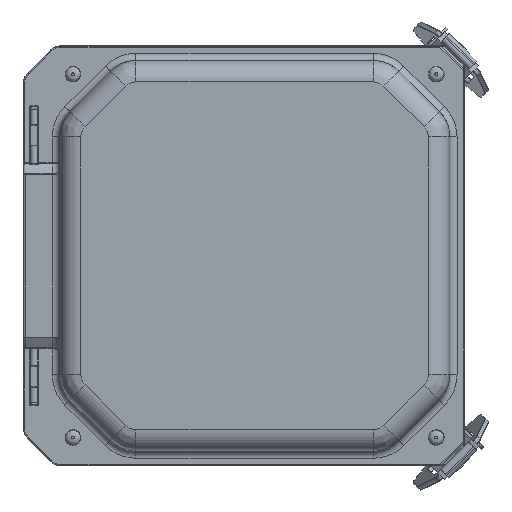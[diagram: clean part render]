
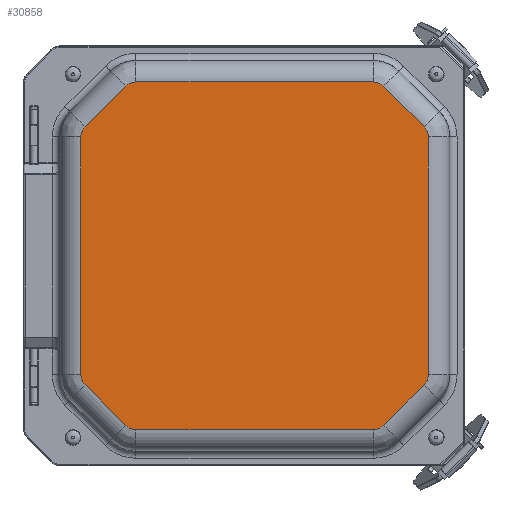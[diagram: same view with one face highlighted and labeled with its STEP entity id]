
A CAD part, top view. The second image highlights one B-rep face of the part: STEP entity #30858.
In plain terms, the highlighted planar face has unit normal (0, 0, 1).
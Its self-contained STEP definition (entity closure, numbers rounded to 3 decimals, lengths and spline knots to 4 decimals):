
#4055=LINE($,#69582,#6044);
#4058=LINE($,#69589,#6047);
#4059=LINE($,#69618,#6048);
#4060=LINE($,#69622,#6049);
#4061=LINE($,#69652,#6050);
#4063=LINE($,#69658,#6052);
#4064=LINE($,#69687,#6053);
#4065=LINE($,#69691,#6054);
#6044=VECTOR($,#43044,4.1941);
#6047=VECTOR($,#43051,1.0132);
#6048=VECTOR($,#43066,1.0132);
#6049=VECTOR($,#43071,4.1961);
#6050=VECTOR($,#43086,4.1961);
#6052=VECTOR($,#43092,1.0132);
#6053=VECTOR($,#43107,1.0132);
#6054=VECTOR($,#43112,4.1941);
#6812=PLANE($,#34410);
#8761=FACE_OUTER_BOUND($,#10822,.T.);
#10822=EDGE_LOOP($,(#27648,#27649,#27650,#27651,#27652,#27653,#27654,#27655,
#27656,#27657,#27658,#27659,#27660,#27661,#27662,#27663));
#12434=CIRCLE($,#34373,0.2539);
#12440=CIRCLE($,#34381,0.2539);
#12443=CIRCLE($,#34384,0.2539);
#12447=CIRCLE($,#34390,0.2539);
#12450=CIRCLE($,#34393,0.2539);
#12454=CIRCLE($,#34399,0.2539);
#12457=CIRCLE($,#34402,0.2539);
#12460=CIRCLE($,#34407,0.2539);
#14951=VERTEX_POINT($,#69572);
#14952=VERTEX_POINT($,#69574);
#14954=VERTEX_POINT($,#69580);
#14955=VERTEX_POINT($,#69585);
#14957=VERTEX_POINT($,#69599);
#14958=VERTEX_POINT($,#69611);
#14959=VERTEX_POINT($,#69616);
#14960=VERTEX_POINT($,#69620);
#14961=VERTEX_POINT($,#69632);
#14962=VERTEX_POINT($,#69644);
#14964=VERTEX_POINT($,#69650);
#14965=VERTEX_POINT($,#69654);
#14967=VERTEX_POINT($,#69668);
#14968=VERTEX_POINT($,#69680);
#14969=VERTEX_POINT($,#69685);
#14970=VERTEX_POINT($,#69689);
#19237=EDGE_CURVE($,#14951,#14952,#12434,.T.);
#19241=EDGE_CURVE($,#14954,#14951,#4055,.T.);
#19245=EDGE_CURVE($,#14952,#14955,#4058,.T.);
#19247=EDGE_CURVE($,#14957,#14954,#12440,.T.);
#19250=EDGE_CURVE($,#14955,#14958,#12443,.T.);
#19252=EDGE_CURVE($,#14959,#14957,#4059,.T.);
#19254=EDGE_CURVE($,#14958,#14960,#4060,.T.);
#19256=EDGE_CURVE($,#14961,#14959,#12447,.T.);
#19259=EDGE_CURVE($,#14960,#14962,#12450,.T.);
#19261=EDGE_CURVE($,#14964,#14961,#4061,.T.);
#19264=EDGE_CURVE($,#14962,#14965,#4063,.T.);
#19266=EDGE_CURVE($,#14967,#14964,#12454,.T.);
#19269=EDGE_CURVE($,#14965,#14968,#12457,.T.);
#19271=EDGE_CURVE($,#14969,#14967,#4064,.T.);
#19273=EDGE_CURVE($,#14968,#14970,#4065,.T.);
#19274=EDGE_CURVE($,#14970,#14969,#12460,.T.);
#27648=ORIENTED_EDGE($,*,*,#19237,.F.);
#27649=ORIENTED_EDGE($,*,*,#19241,.F.);
#27650=ORIENTED_EDGE($,*,*,#19247,.F.);
#27651=ORIENTED_EDGE($,*,*,#19252,.F.);
#27652=ORIENTED_EDGE($,*,*,#19256,.F.);
#27653=ORIENTED_EDGE($,*,*,#19261,.F.);
#27654=ORIENTED_EDGE($,*,*,#19266,.F.);
#27655=ORIENTED_EDGE($,*,*,#19271,.F.);
#27656=ORIENTED_EDGE($,*,*,#19274,.F.);
#27657=ORIENTED_EDGE($,*,*,#19273,.F.);
#27658=ORIENTED_EDGE($,*,*,#19269,.F.);
#27659=ORIENTED_EDGE($,*,*,#19264,.F.);
#27660=ORIENTED_EDGE($,*,*,#19259,.F.);
#27661=ORIENTED_EDGE($,*,*,#19254,.F.);
#27662=ORIENTED_EDGE($,*,*,#19250,.F.);
#27663=ORIENTED_EDGE($,*,*,#19245,.F.);
#30858=ADVANCED_FACE($,(#8761),#6812,.T.);
#34373=AXIS2_PLACEMENT_3D($,#69575,#43034,#43035);
#34381=AXIS2_PLACEMENT_3D($,#69601,#43054,#43055);
#34384=AXIS2_PLACEMENT_3D($,#69614,#43060,#43061);
#34390=AXIS2_PLACEMENT_3D($,#69634,#43074,#43075);
#34393=AXIS2_PLACEMENT_3D($,#69648,#43080,#43081);
#34399=AXIS2_PLACEMENT_3D($,#69670,#43095,#43096);
#34402=AXIS2_PLACEMENT_3D($,#69683,#43101,#43102);
#34407=AXIS2_PLACEMENT_3D($,#69701,#43113,#43114);
#34410=AXIS2_PLACEMENT_3D($,#69706,#43121,#43122);
#43034=DIRECTION('center_axis',(0.,0.,-1.));
#43035=DIRECTION('ref_axis',(-0.383,-0.924,0.));
#43044=DIRECTION($,(-1.,0.,0.));
#43051=DIRECTION($,(-0.707,0.707,0.));
#43054=DIRECTION('center_axis',(0.,0.,-1.));
#43055=DIRECTION('ref_axis',(0.383,-0.924,0.));
#43060=DIRECTION('center_axis',(0.,0.,-1.));
#43061=DIRECTION('ref_axis',(-0.924,-0.383,0.));
#43066=DIRECTION($,(-0.707,-0.707,0.));
#43071=DIRECTION($,(0.,1.,0.));
#43074=DIRECTION('center_axis',(0.,0.,-1.));
#43075=DIRECTION('ref_axis',(0.924,-0.383,0.));
#43080=DIRECTION('center_axis',(0.,0.,-1.));
#43081=DIRECTION('ref_axis',(-0.924,0.383,0.));
#43086=DIRECTION($,(0.,-1.,0.));
#43092=DIRECTION($,(0.707,0.707,0.));
#43095=DIRECTION('center_axis',(0.,0.,-1.));
#43096=DIRECTION('ref_axis',(0.924,0.383,0.));
#43101=DIRECTION('center_axis',(0.,0.,-1.));
#43102=DIRECTION('ref_axis',(-0.383,0.924,0.));
#43107=DIRECTION($,(0.707,-0.707,0.));
#43112=DIRECTION($,(1.,0.,0.));
#43113=DIRECTION('center_axis',(0.,0.,-1.));
#43114=DIRECTION('ref_axis',(0.383,0.924,0.));
#43121=DIRECTION('center_axis',(0.,0.,1.));
#43122=DIRECTION('ref_axis',(1.,0.,0.));
#69572=CARTESIAN_POINT('',(-1.9086,-3.0684,1.));
#69574=CARTESIAN_POINT('',(-2.0881,-2.994,1.));
#69575=CARTESIAN_POINT('Origin',(-1.9086,-2.8145,1.));
#69580=CARTESIAN_POINT('',(2.2856,-3.0684,1.));
#69582=CARTESIAN_POINT($,(2.2856,-3.0684,1.));
#69585=CARTESIAN_POINT('',(-2.8045,-2.2776,1.));
#69589=CARTESIAN_POINT($,(-2.0881,-2.994,1.));
#69599=CARTESIAN_POINT('',(2.4651,-2.994,1.));
#69601=CARTESIAN_POINT('Origin',(2.2856,-2.8145,1.));
#69611=CARTESIAN_POINT('',(-2.8789,-2.0981,1.));
#69614=CARTESIAN_POINT('Origin',(-2.625,-2.0981,1.));
#69616=CARTESIAN_POINT('',(3.1815,-2.2776,1.));
#69618=CARTESIAN_POINT($,(3.1815,-2.2776,1.));
#69620=CARTESIAN_POINT('',(-2.8789,2.0981,1.));
#69622=CARTESIAN_POINT($,(-2.8789,-2.0981,1.));
#69632=CARTESIAN_POINT('',(3.2559,-2.0981,1.));
#69634=CARTESIAN_POINT('Origin',(3.002,-2.0981,1.));
#69644=CARTESIAN_POINT('',(-2.8045,2.2776,1.));
#69648=CARTESIAN_POINT('Origin',(-2.625,2.0981,1.));
#69650=CARTESIAN_POINT('',(3.2559,2.0981,1.));
#69652=CARTESIAN_POINT($,(3.2559,2.0981,1.));
#69654=CARTESIAN_POINT('',(-2.0881,2.994,1.));
#69658=CARTESIAN_POINT($,(-2.8045,2.2776,1.));
#69668=CARTESIAN_POINT('',(3.1815,2.2776,1.));
#69670=CARTESIAN_POINT('Origin',(3.002,2.0981,1.));
#69680=CARTESIAN_POINT('',(-1.9086,3.0684,1.));
#69683=CARTESIAN_POINT('Origin',(-1.9086,2.8145,1.));
#69685=CARTESIAN_POINT('',(2.4651,2.994,1.));
#69687=CARTESIAN_POINT($,(2.4651,2.994,1.));
#69689=CARTESIAN_POINT('',(2.2856,3.0684,1.));
#69691=CARTESIAN_POINT($,(-1.9086,3.0684,1.));
#69701=CARTESIAN_POINT('Origin',(2.2856,2.8145,1.));
#69706=CARTESIAN_POINT('Origin',(0.1885,0.,1.));
